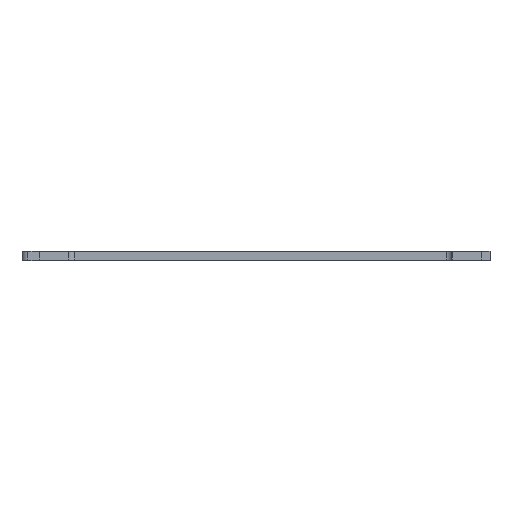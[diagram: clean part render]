
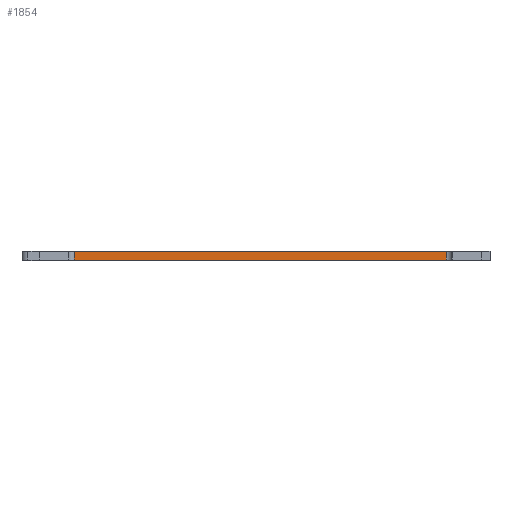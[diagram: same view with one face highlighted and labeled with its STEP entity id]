
A CAD part, top view. The second image highlights one B-rep face of the part: STEP entity #1854.
In plain terms, the highlighted planar face has unit normal (0, 0, 1).
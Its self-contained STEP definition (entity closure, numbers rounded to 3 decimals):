
#1796=CARTESIAN_POINT('',(65.,0.0,41.5));
#1797=VERTEX_POINT('',#1796);
#1806=CARTESIAN_POINT('',(65.,3.0,41.5));
#1807=VERTEX_POINT('',#1806);
#1815=CARTESIAN_POINT('',(65.,0.0,41.5));
#1816=DIRECTION('',(0.0,1.0,0.0));
#1817=VECTOR('',#1816,3.0);
#1818=LINE('',#1815,#1817);
#1819=EDGE_CURVE('',#1797,#1807,#1818,.T.);
#1824=CARTESIAN_POINT('',(-63.0,0.0,41.5));
#1825=DIRECTION('',(0.0,0.0,1.0));
#1826=DIRECTION('',(1.0,0.0,0.0));
#1827=AXIS2_PLACEMENT_3D('',#1824,#1825,#1826);
#1828=PLANE('',#1827);
#1829=CARTESIAN_POINT('',(-63.0,0.0,41.5));
#1830=VERTEX_POINT('',#1829);
#1831=CARTESIAN_POINT('',(-63.0,0.0,41.5));
#1832=DIRECTION('',(1.0,0.0,0.0));
#1833=VECTOR('',#1832,128.);
#1834=LINE('',#1831,#1833);
#1835=EDGE_CURVE('',#1830,#1797,#1834,.T.);
#1836=ORIENTED_EDGE('',*,*,#1835,.T.);
#1837=ORIENTED_EDGE('',*,*,#1819,.T.);
#1838=CARTESIAN_POINT('',(-63.,3.0,41.5));
#1839=VERTEX_POINT('',#1838);
#1840=CARTESIAN_POINT('',(-63.0,3.0,41.5));
#1841=DIRECTION('',(1.0,0.0,0.0));
#1842=VECTOR('',#1841,128.);
#1843=LINE('',#1840,#1842);
#1844=EDGE_CURVE('',#1839,#1807,#1843,.T.);
#1845=ORIENTED_EDGE('',*,*,#1844,.F.);
#1846=CARTESIAN_POINT('',(-63.0,0.0,41.5));
#1847=DIRECTION('',(0.0,1.0,0.0));
#1848=VECTOR('',#1847,3.0);
#1849=LINE('',#1846,#1848);
#1850=EDGE_CURVE('',#1830,#1839,#1849,.T.);
#1851=ORIENTED_EDGE('',*,*,#1850,.F.);
#1852=EDGE_LOOP('',(#1836,#1837,#1845,#1851));
#1853=FACE_OUTER_BOUND('',#1852,.T.);
#1854=ADVANCED_FACE('',(#1853),#1828,.T.);
